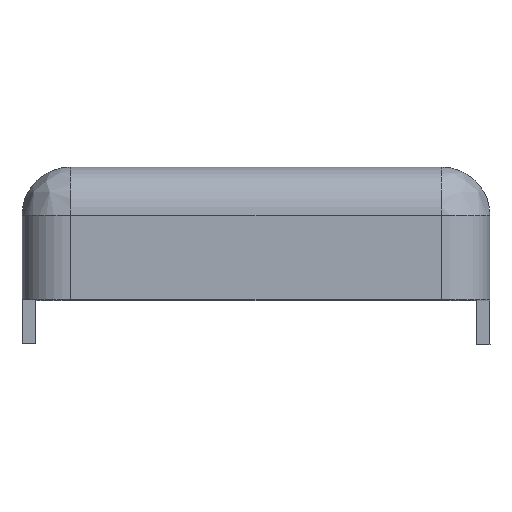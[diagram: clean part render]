
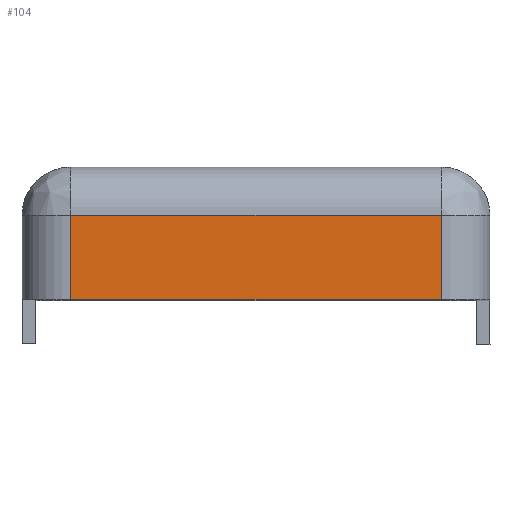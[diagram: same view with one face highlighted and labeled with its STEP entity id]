
A CAD part, top view. The second image highlights one B-rep face of the part: STEP entity #104.
In plain terms, the highlighted planar face has unit normal (0, 0, 1).
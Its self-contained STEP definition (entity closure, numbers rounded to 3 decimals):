
#104 = ADVANCED_FACE( 'NONE', ( #256 ), #257, .T. );
#256 = FACE_OUTER_BOUND( '', #509, .T. );
#257 = PLANE( '', #510 );
#509 = EDGE_LOOP( '', ( #887, #888, #889, #890 ) );
#510 = AXIS2_PLACEMENT_3D( '', #891, #892, #893 );
#887 = ORIENTED_EDGE( '', *, *, #1409, .T. );
#888 = ORIENTED_EDGE( '', *, *, #1410, .F. );
#889 = ORIENTED_EDGE( '', *, *, #1411, .F. );
#890 = ORIENTED_EDGE( '', *, *, #1412, .T. );
#891 = CARTESIAN_POINT( '', ( -4.2, 0., 7.8 ) );
#892 = DIRECTION( '', ( 0., 0., 1. ) );
#893 = DIRECTION( '', ( 1., 0., 0. ) );
#1409 = EDGE_CURVE( 'NONE', #1670, #1671, #1672, .T. );
#1410 = EDGE_CURVE( 'NONE', #1673, #1671, #1674, .T. );
#1411 = EDGE_CURVE( 'NONE', #1675, #1673, #1676, .T. );
#1412 = EDGE_CURVE( 'NONE', #1675, #1670, #1677, .T. );
#1670 = VERTEX_POINT( 'NONE', #2020 );
#1671 = VERTEX_POINT( 'NONE', #2021 );
#1672 = LINE( '', #2022, #2023 );
#1673 = VERTEX_POINT( 'NONE', #2024 );
#1674 = LINE( '', #2025, #2026 );
#1675 = VERTEX_POINT( 'NONE', #2027 );
#1676 = LINE( '', #2028, #2029 );
#1677 = LINE( '', #2030, #2031 );
#2020 = CARTESIAN_POINT( '', ( -4.2, -3., 7.8 ) );
#2021 = CARTESIAN_POINT( '', ( 4.2, -3., 7.8 ) );
#2022 = CARTESIAN_POINT( '', ( -4.2, -3., 7.8 ) );
#2023 = VECTOR( '', #2399, 1000. );
#2024 = CARTESIAN_POINT( '', ( 4.2, -1.09, 7.8 ) );
#2025 = CARTESIAN_POINT( '', ( 4.2, 0., 7.8 ) );
#2026 = VECTOR( '', #2400, 1000. );
#2027 = CARTESIAN_POINT( '', ( -4.2, -1.09, 7.8 ) );
#2028 = CARTESIAN_POINT( '', ( -4.2, -1.09, 7.8 ) );
#2029 = VECTOR( '', #2401, 1000. );
#2030 = CARTESIAN_POINT( '', ( -4.2, 0., 7.8 ) );
#2031 = VECTOR( '', #2402, 1000. );
#2399 = DIRECTION( '', ( 1., 0., 0. ) );
#2400 = DIRECTION( '', ( 0., -1., 0. ) );
#2401 = DIRECTION( '', ( 1., 0., 0. ) );
#2402 = DIRECTION( '', ( 0., -1., 0. ) );
